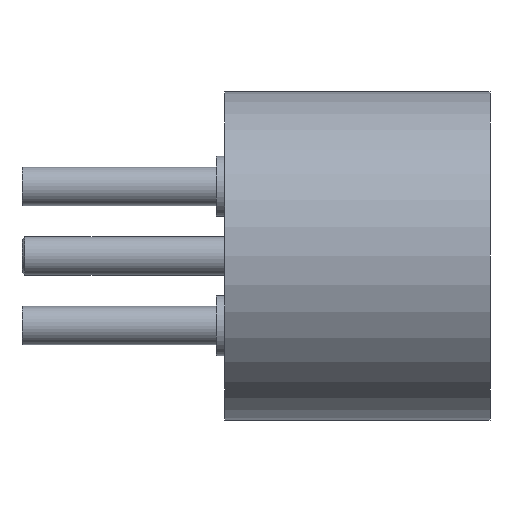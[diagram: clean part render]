
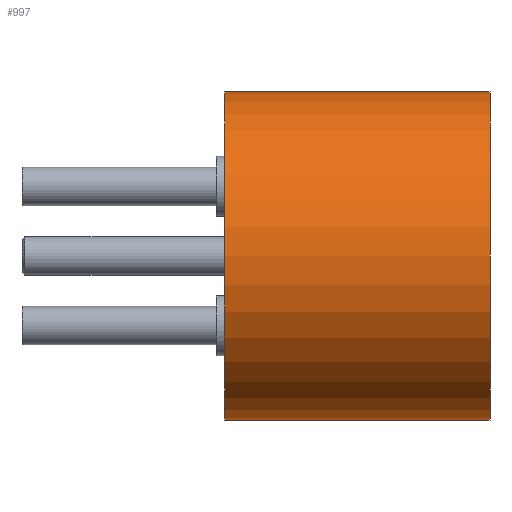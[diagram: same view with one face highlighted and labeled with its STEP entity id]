
A CAD part, front view. The second image highlights one B-rep face of the part: STEP entity #997.
In plain terms, the highlighted cylindrical face has radius 3 mm (diameter 6 mm), a partial arc.
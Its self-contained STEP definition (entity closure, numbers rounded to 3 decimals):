
#83 = LINE ( 'NONE', #2202, #3010 ) ;
#150 = VERTEX_POINT ( 'NONE', #235 ) ;
#152 = VERTEX_POINT ( 'NONE', #1894 ) ;
#173 = EDGE_CURVE ( 'NONE', #150, #2974, #1047, .T. ) ;
#211 = EDGE_LOOP ( 'NONE', ( #977, #1354, #2963, #1443 ) ) ;
#235 = CARTESIAN_POINT ( 'NONE',  ( -3., 0., -4.85 ) ) ;
#302 = CYLINDRICAL_SURFACE ( 'NONE', #732, 3. ) ;
#515 = CARTESIAN_POINT ( 'NONE',  ( 0., 0., 0. ) ) ;
#535 = AXIS2_PLACEMENT_3D ( 'NONE', #1620, #1864, #2112 ) ;
#585 = VECTOR ( 'NONE', #2147, 1000. ) ;
#599 = CARTESIAN_POINT ( 'NONE',  ( 3., 0., -4.85 ) ) ;
#609 = EDGE_CURVE ( 'NONE', #2974, #152, #1377, .T. ) ;
#732 = AXIS2_PLACEMENT_3D ( 'NONE', #515, #1186, #1902 ) ;
#827 = DIRECTION ( 'NONE',  ( 0., 0., 1. ) ) ;
#977 = ORIENTED_EDGE ( 'NONE', *, *, #173, .F. ) ;
#997 = ADVANCED_FACE ( 'NONE', ( #1745 ), #302, .T. ) ;
#1047 = LINE ( 'NONE', #1412, #585 ) ;
#1186 = DIRECTION ( 'NONE',  ( 0., 0., 1. ) ) ;
#1354 = ORIENTED_EDGE ( 'NONE', *, *, #2137, .T. ) ;
#1356 = CIRCLE ( 'NONE', #2444, 3. ) ;
#1377 = CIRCLE ( 'NONE', #535, 3. ) ;
#1412 = CARTESIAN_POINT ( 'NONE',  ( -3., 0., 0. ) ) ;
#1443 = ORIENTED_EDGE ( 'NONE', *, *, #609, .F. ) ;
#1482 = DIRECTION ( 'NONE',  ( 0., 0., 1. ) ) ;
#1620 = CARTESIAN_POINT ( 'NONE',  ( 0., 0., 0. ) ) ;
#1689 = VERTEX_POINT ( 'NONE', #599 ) ;
#1745 = FACE_OUTER_BOUND ( 'NONE', #211, .T. ) ;
#1864 = DIRECTION ( 'NONE',  ( 0., 0., 1. ) ) ;
#1894 = CARTESIAN_POINT ( 'NONE',  ( 3., 0., 0. ) ) ;
#1902 = DIRECTION ( 'NONE',  ( 1., 0., 0. ) ) ;
#1980 = EDGE_CURVE ( 'NONE', #1689, #152, #83, .T. ) ;
#2112 = DIRECTION ( 'NONE',  ( 1., 0., 0. ) ) ;
#2137 = EDGE_CURVE ( 'NONE', #150, #1689, #1356, .T. ) ;
#2147 = DIRECTION ( 'NONE',  ( 0., 0., 1. ) ) ;
#2179 = CARTESIAN_POINT ( 'NONE',  ( -3., 0., 0. ) ) ;
#2202 = CARTESIAN_POINT ( 'NONE',  ( 3., 0., 0. ) ) ;
#2444 = AXIS2_PLACEMENT_3D ( 'NONE', #2706, #827, #2685 ) ;
#2685 = DIRECTION ( 'NONE',  ( 1., 0., 0. ) ) ;
#2706 = CARTESIAN_POINT ( 'NONE',  ( 0., 0., -4.85 ) ) ;
#2963 = ORIENTED_EDGE ( 'NONE', *, *, #1980, .T. ) ;
#2974 = VERTEX_POINT ( 'NONE', #2179 ) ;
#3010 = VECTOR ( 'NONE', #1482, 1000. ) ;
